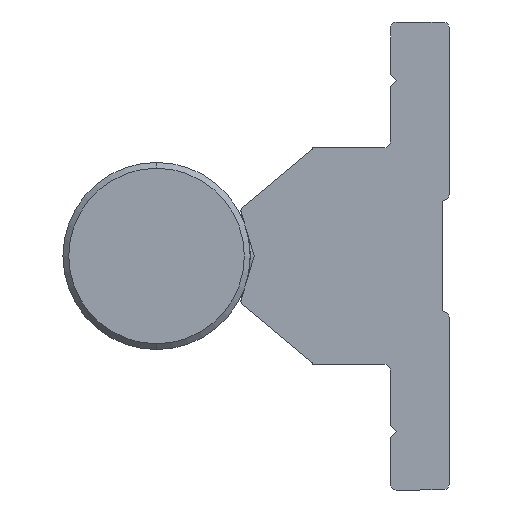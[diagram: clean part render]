
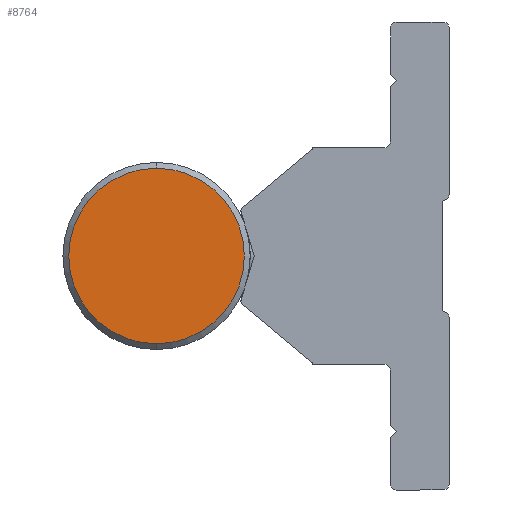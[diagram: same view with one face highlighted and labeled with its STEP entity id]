
A CAD part, left-side view. The second image highlights one B-rep face of the part: STEP entity #8764.
In plain terms, the highlighted planar face has unit normal (-1, 0, 0).
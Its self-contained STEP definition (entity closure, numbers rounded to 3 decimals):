
#214 = ORIENTED_EDGE ( 'NONE', *, *, #691, .T. ) ;
#691 = EDGE_CURVE ( 'NONE', #5740, #15674, #12470, .T. ) ;
#1725 = AXIS2_PLACEMENT_3D ( 'NONE', #6137, #2358, #9656 ) ;
#2358 = DIRECTION ( 'NONE',  ( -1., 0., 0. ) ) ;
#3076 = EDGE_CURVE ( 'NONE', #15674, #5740, #16139, .T. ) ;
#3809 = FACE_OUTER_BOUND ( 'NONE', #13952, .T. ) ;
#4891 = DIRECTION ( 'NONE',  ( 0., 0., 1. ) ) ;
#5061 = PLANE ( 'NONE',  #6454 ) ;
#5740 = VERTEX_POINT ( 'NONE', #15105 ) ;
#6137 = CARTESIAN_POINT ( 'NONE',  ( 505., 0., 0. ) ) ;
#6454 = AXIS2_PLACEMENT_3D ( 'NONE', #10003, #9843, #4891 ) ;
#7076 = DIRECTION ( 'NONE',  ( -1., 0., 0. ) ) ;
#7451 = AXIS2_PLACEMENT_3D ( 'NONE', #14558, #7076, #8677 ) ;
#8677 = DIRECTION ( 'NONE',  ( 0., 0., 1. ) ) ;
#8764 = ADVANCED_FACE ( 'NONE', ( #3809 ), #5061, .T. ) ;
#9254 = ORIENTED_EDGE ( 'NONE', *, *, #3076, .T. ) ;
#9656 = DIRECTION ( 'NONE',  ( 0., 0., 1. ) ) ;
#9843 = DIRECTION ( 'NONE',  ( -1., 0., 0. ) ) ;
#10003 = CARTESIAN_POINT ( 'NONE',  ( 505., -25., -250. ) ) ;
#10589 = CARTESIAN_POINT ( 'NONE',  ( 505., 0., -7.5 ) ) ;
#12470 = CIRCLE ( 'NONE', #7451, 7.5 ) ;
#13952 = EDGE_LOOP ( 'NONE', ( #9254, #214 ) ) ;
#14558 = CARTESIAN_POINT ( 'NONE',  ( 505., 0., 0. ) ) ;
#15105 = CARTESIAN_POINT ( 'NONE',  ( 505., 0., 7.5 ) ) ;
#15674 = VERTEX_POINT ( 'NONE', #10589 ) ;
#16139 = CIRCLE ( 'NONE', #1725, 7.5 ) ;
